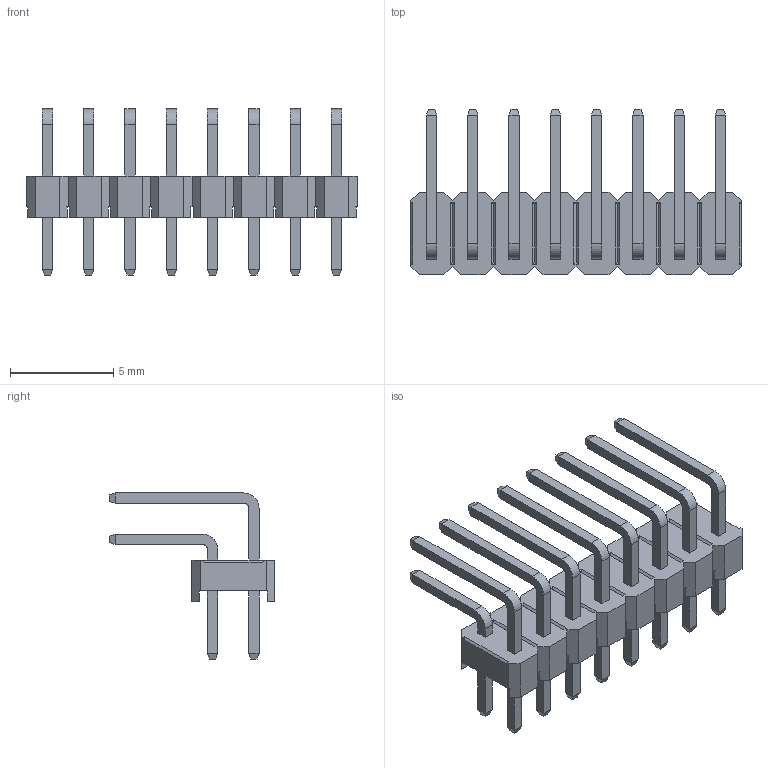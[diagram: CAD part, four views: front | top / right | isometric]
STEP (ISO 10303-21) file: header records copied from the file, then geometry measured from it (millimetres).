
FILE_DESCRIPTION(('STEP AP214'), '1');
FILE_NAME('PLD2-R', '', ('UNSPECIFIED'), ('UNSPECIFIED'), 'ASCON STEP Converter 1.6', 'ASCON Math Kernel', '');
FILE_SCHEMA(('AUTOMOTIVE_DESIGN { 1 0 10303 214 3 1 1}'));
Length unit declared in the file: millimetre
Bounding box: 16 x 8 x 8.05 mm (x, y, z)
Volume: 139.8 mm3; surface area: 569.6 mm2
Topology: 1 solids, 1 shells, 470 faces, 1159 edges, 730 vertices
Faces by surface type: plane 438, cylinder 32
Entity records: 17283 total; most frequent: CARTESIAN_POINT 2360, ORIENTED_EDGE 2318, DIRECTION 2165, EDGE_CURVE 1159, LINE 1095, VECTOR 1095, VERTEX_POINT 730, AXIS2_PLACEMENT_3D 535
